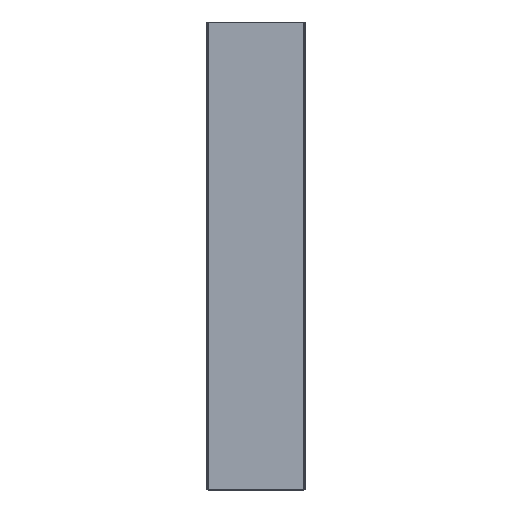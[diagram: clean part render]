
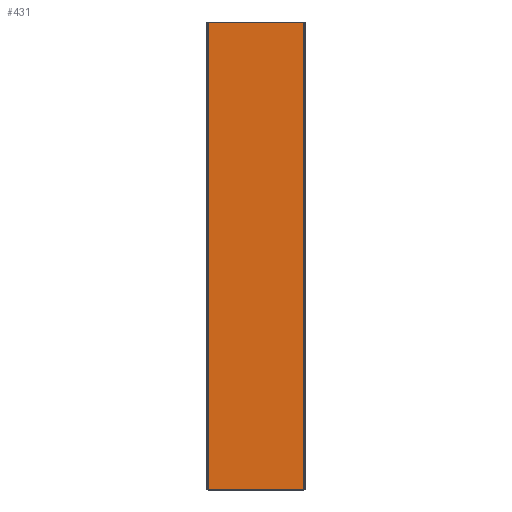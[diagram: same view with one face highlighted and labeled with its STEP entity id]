
A CAD part, top view. The second image highlights one B-rep face of the part: STEP entity #431.
In plain terms, the highlighted planar face has unit normal (0, 0, 1).
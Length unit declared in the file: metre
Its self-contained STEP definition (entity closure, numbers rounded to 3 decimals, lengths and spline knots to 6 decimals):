
#54=ORIENTED_EDGE('',*,*,#159,.F.);
#55=ORIENTED_EDGE('',*,*,#164,.T.);
#56=ORIENTED_EDGE('',*,*,#155,.T.);
#57=ORIENTED_EDGE('',*,*,#165,.F.);
#155=EDGE_CURVE('',#212,#210,#247,.T.);
#159=EDGE_CURVE('',#214,#216,#251,.T.);
#164=EDGE_CURVE('',#214,#212,#256,.T.);
#165=EDGE_CURVE('',#216,#210,#257,.F.);
#210=VERTEX_POINT('',#654);
#212=VERTEX_POINT('',#657);
#214=VERTEX_POINT('',#663);
#216=VERTEX_POINT('',#666);
#247=LINE('',#656,#283);
#251=LINE('',#665,#287);
#256=LINE('',#674,#292);
#257=LINE('',#675,#293);
#283=VECTOR('',#522,1.);
#287=VECTOR('',#528,1.);
#292=VECTOR('',#537,1.);
#293=VECTOR('',#538,1.);
#321=EDGE_LOOP('',(#54,#55,#56,#57));
#367=FACE_BOUND('',#321,.T.);
#413=PLANE('',#472);
#431=ADVANCED_FACE('',(#367),#413,.T.);
#472=AXIS2_PLACEMENT_3D('',#673,#535,#536);
#522=DIRECTION('',(-1.,0.,0.));
#528=DIRECTION('',(-1.,0.,0.));
#535=DIRECTION('',(0.,0.,1.));
#536=DIRECTION('',(1.,0.,0.));
#537=DIRECTION('',(0.,1.,0.));
#538=DIRECTION('',(0.,-1.,0.));
#654=CARTESIAN_POINT('',(-0.0225,0.110525,0.00045));
#656=CARTESIAN_POINT('',(0.,0.110525,0.00045));
#657=CARTESIAN_POINT('',(0.0225,0.110525,0.00045));
#663=CARTESIAN_POINT('',(0.0225,-0.110525,0.00045));
#665=CARTESIAN_POINT('',(0.,-0.110525,0.00045));
#666=CARTESIAN_POINT('',(-0.0225,-0.110525,0.00045));
#673=CARTESIAN_POINT('',(0.,0.,0.00045));
#674=CARTESIAN_POINT('',(0.0225,0.,0.00045));
#675=CARTESIAN_POINT('',(-0.0225,0.,0.00045));
